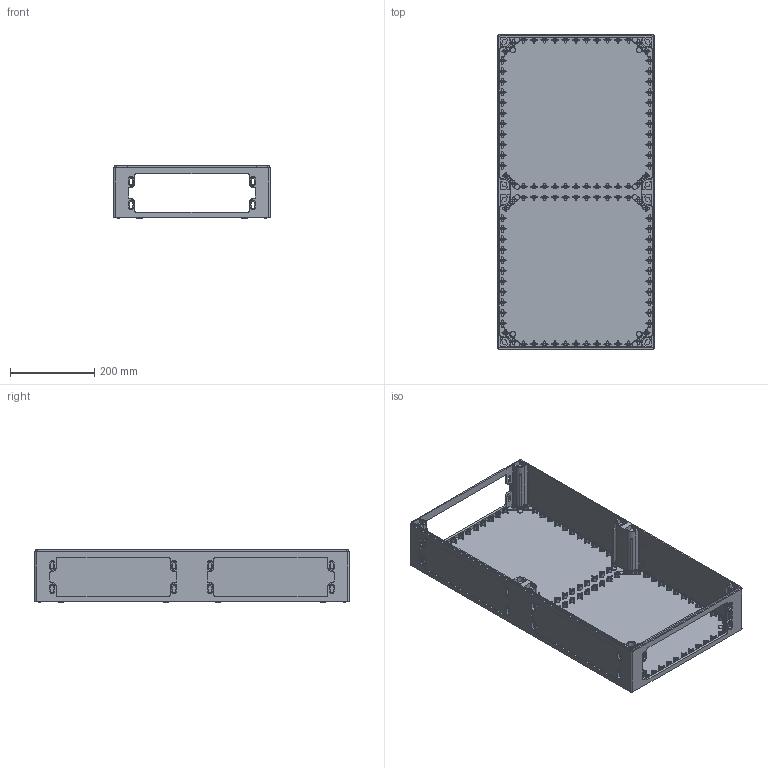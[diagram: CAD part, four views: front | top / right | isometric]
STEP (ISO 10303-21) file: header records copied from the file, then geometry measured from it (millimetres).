
FILE_DESCRIPTION( ( 'STEP AP214' ), '1' );
FILE_NAME( 'u_ci48.stp', '2021-04-09T07:40:52', ( 'License CC BY-ND 4.0' ), ( 'CADENAS' ), ' ', 'PARTsolutions', ' ' );
FILE_SCHEMA( ( 'AUTOMOTIVE_DESIGN { 1 0 10303 214 1 1 1 1 }' ) );
Length unit declared in the file: millimetre
Products named in the file (1): _083880
Bounding box: 375 x 750 x 125 mm (x, y, z)
Volume: 2455284.9 mm3; surface area: 1126696.3 mm2
Topology: 1 solids, 1 shells, 2652 faces, 7004 edges, 4654 vertices
Faces by surface type: plane 1544, cylinder 1086, sphere 14, torus 8
Full cylindrical faces by diameter (mm): 3.85 x104, 6 x12, 6.5 x6, 7.8 x6, 8 x6, 12 x16
Entity records: 102798 total; most frequent: DIRECTION 14474, CARTESIAN_POINT 14174, ORIENTED_EDGE 13640, EDGE_CURVE 6820, AXIS2_PLACEMENT_3D 5015, VERTEX_POINT 4641, LINE 4444, VECTOR 4444
